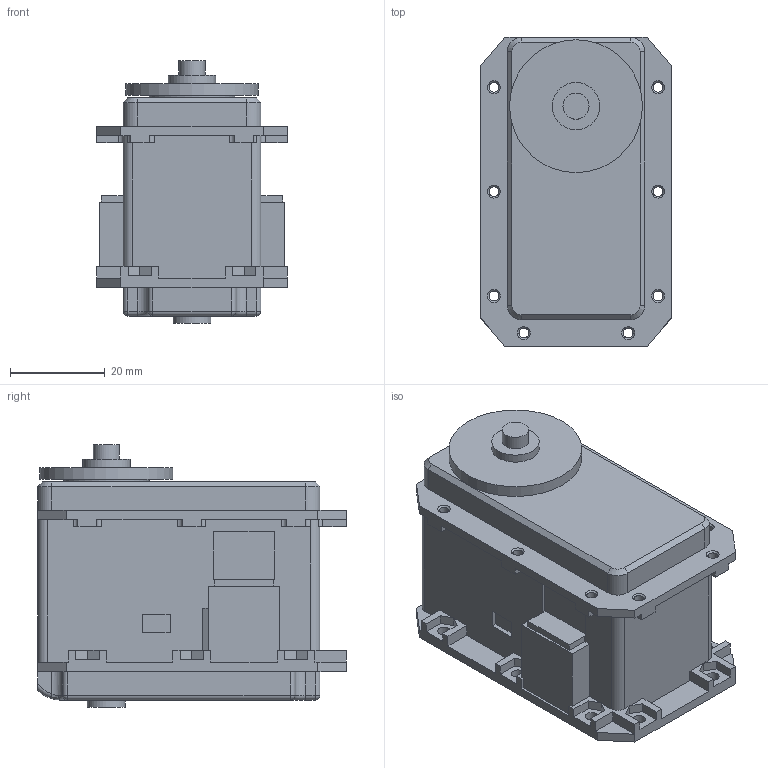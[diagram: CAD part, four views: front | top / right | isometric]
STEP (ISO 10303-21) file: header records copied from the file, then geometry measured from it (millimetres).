
FILE_DESCRIPTION(/* description */ (''),/* implementation_level */ '2;1');
FILE_NAME(/* name */ 'MX-106R v4.step',/* time_stamp */ '2018-10-19T17:25:11+11:00',/* author */ ('TaylorY96'),/* organization */ (''),/* preprocessor_version */ 'ST-DEVELOPER v17.2',/* originating_system */ 'Autodesk Translation Framework v7.6.0.251',/* authorisation */ '');
FILE_SCHEMA (('AUTOMOTIVE_DESIGN { 1 0 10303 214 3 1 1 }'));
Length unit declared in the file: millimetre
Products named in the file (1): MX-106R
Bounding box: 40.2 x 65.1 x 55.3 mm (x, y, z)
Volume: 86528 mm3; surface area: 16855.8 mm2
Topology: 1 solids, 1 shells, 295 faces, 809 edges, 525 vertices
Faces by surface type: plane 201, cylinder 68, cone 12, torus 6, sphere 6, bspline 2
Full cylindrical faces by diameter (mm): 2.05 x8, 2.7 x8, 3.2 x1, 5.5 x1, 8 x1, 10 x2, 15 x1, 18 x1, 28 x1
Entity records: 9531 total; most frequent: CARTESIAN_POINT 1806, ORIENTED_EDGE 1618, DIRECTION 1570, EDGE_CURVE 809, LINE 624, VECTOR 624, VERTEX_POINT 525, AXIS2_PLACEMENT_3D 473
